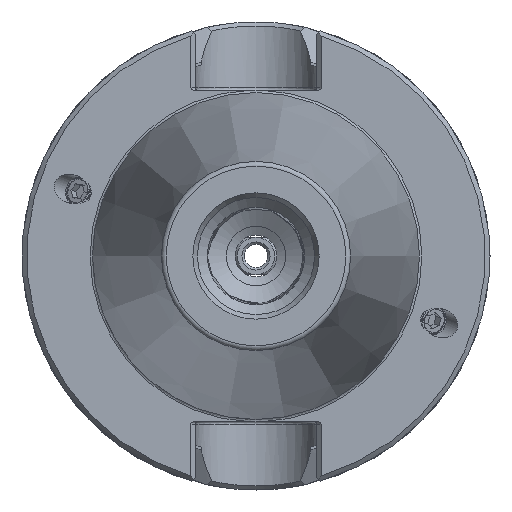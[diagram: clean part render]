
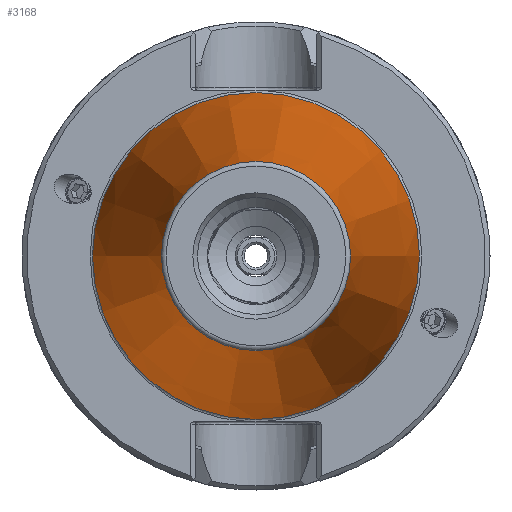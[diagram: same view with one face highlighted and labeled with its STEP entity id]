
A CAD part, left-side view. The second image highlights one B-rep face of the part: STEP entity #3168.
In plain terms, the highlighted conical face has half-angle 8.297 degrees and reference radius 27.502 mm.
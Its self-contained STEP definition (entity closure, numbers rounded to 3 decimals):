
#2916=CARTESIAN_POINT('',(0.0,34.925,0.0));
#2917=VERTEX_POINT('',#2916);
#2918=CARTESIAN_POINT('',(0.0,0.0,0.0));
#2919=DIRECTION('',(1.0,0.,0.0));
#2920=DIRECTION('',(0.,1.0,0.0));
#2921=AXIS2_PLACEMENT_3D('',#2918,#2919,#2920);
#2922=CIRCLE('',#2921,34.925);
#2923=EDGE_CURVE('',#2917,#2917,#2922,.T.);
#3133=CARTESIAN_POINT('',(-100.934,20.206,0.));
#3134=VERTEX_POINT('',#3133);
#3135=CARTESIAN_POINT('',(-100.934,0.,0.));
#3136=DIRECTION('',(-1.0,0.0,0.0));
#3137=DIRECTION('',(0.0,-1.0,0.0));
#3138=AXIS2_PLACEMENT_3D('',#3135,#3136,#3137);
#3139=CIRCLE('',#3138,20.206);
#3140=EDGE_CURVE('',#3134,#3134,#3139,.T.);
#3157=CARTESIAN_POINT('',(-50.902,0.0,0.0));
#3158=DIRECTION('',(1.0,0.0,0.0));
#3159=DIRECTION('',(0.,1.0,0.0));
#3160=AXIS2_PLACEMENT_3D('',#3157,#3158,#3159);
#3161=CONICAL_SURFACE('',#3160,27.502,8.297);
#3162=ORIENTED_EDGE('',*,*,#2923,.F.);
#3163=EDGE_LOOP('',(#3162));
#3164=FACE_OUTER_BOUND('',#3163,.T.);
#3165=ORIENTED_EDGE('',*,*,#3140,.F.);
#3166=EDGE_LOOP('',(#3165));
#3167=FACE_BOUND('',#3166,.T.);
#3168=ADVANCED_FACE('',(#3164,#3167),#3161,.T.);
